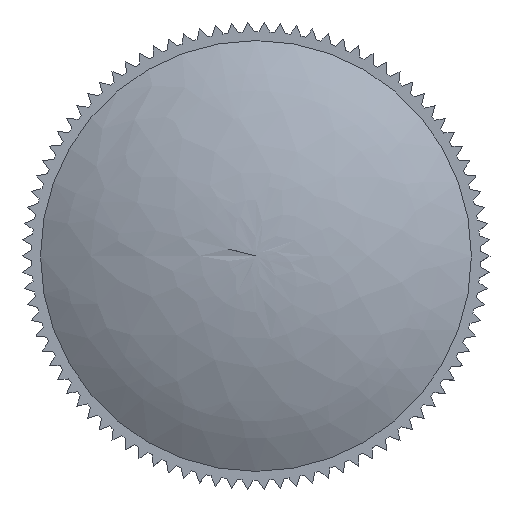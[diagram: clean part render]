
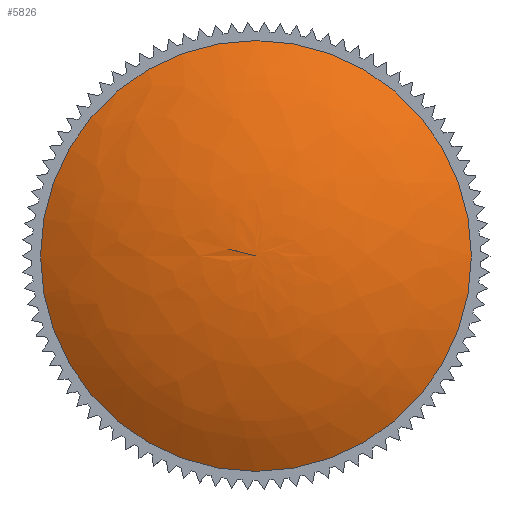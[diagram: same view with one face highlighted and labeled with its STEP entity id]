
A CAD part, top view. The second image highlights one B-rep face of the part: STEP entity #5826.
In plain terms, the highlighted free-form (B-spline) face has degree [2, 2] with [3, 9] control points.
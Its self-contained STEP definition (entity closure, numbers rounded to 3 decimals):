
#20=(
BOUNDED_SURFACE()
B_SPLINE_SURFACE(2,2,((#7974,#7975,#7976,#7977,#7978,#7979,#7980,#7981,
#7982),(#7983,#7984,#7985,#7986,#7987,#7988,#7989,#7990,#7991),(#7992,#7993,
#7994,#7995,#7996,#7997,#7998,#7999,#8000)),.UNSPECIFIED.,.F.,.T.,.F.)
B_SPLINE_SURFACE_WITH_KNOTS((3,3),(3,2,2,2,3),(1.021,1.577),
(-3.142,-1.571,0.,1.571,3.142),
 .UNSPECIFIED.)
GEOMETRIC_REPRESENTATION_ITEM()
RATIONAL_B_SPLINE_SURFACE(((1.,0.707,1.,0.707,1.,
0.707,1.,0.707,1.),(0.962,0.68,
0.962,0.68,0.962,0.68,
0.962,0.68,0.962),(1.,0.707,
1.,0.707,1.,0.707,1.,0.707,1.)))
REPRESENTATION_ITEM('')
SURFACE()
);
#29=CIRCLE('',#6143,22.702);
#30=CIRCLE('',#6144,12.);
#52=FACE_OUTER_BOUND('',#347,.T.);
#347=EDGE_LOOP('',(#3859,#3860,#3861));
#2366=VERTEX_POINT('',#8001);
#2367=VERTEX_POINT('',#8002);
#2957=EDGE_CURVE('',#2366,#2367,#29,.T.);
#2958=EDGE_CURVE('',#2367,#2367,#30,.T.);
#3859=ORIENTED_EDGE('',*,*,#2957,.T.);
#3860=ORIENTED_EDGE('',*,*,#2958,.T.);
#3861=ORIENTED_EDGE('',*,*,#2957,.F.);
#5826=ADVANCED_FACE('',(#52),#20,.F.);
#6143=AXIS2_PLACEMENT_3D('',#8003,#6504,#6505);
#6144=AXIS2_PLACEMENT_3D('',#8004,#6506,#6507);
#6504=DIRECTION('center_axis',(0.,-1.,0.));
#6505=DIRECTION('ref_axis',(-1.,0.,0.));
#6506=DIRECTION('center_axis',(0.,0.,1.));
#6507=DIRECTION('ref_axis',(1.,0.,0.));
#7974=CARTESIAN_POINT('Ctrl Pts',(-12.,0.,15.653));
#7975=CARTESIAN_POINT('Ctrl Pts',(-12.,-12.,15.653));
#7976=CARTESIAN_POINT('Ctrl Pts',(0.,-12.,
15.653));
#7977=CARTESIAN_POINT('Ctrl Pts',(12.,-12.,15.653));
#7978=CARTESIAN_POINT('Ctrl Pts',(12.,0.,15.653));
#7979=CARTESIAN_POINT('Ctrl Pts',(12.,12.,15.653));
#7980=CARTESIAN_POINT('Ctrl Pts',(0.,12.,
15.653));
#7981=CARTESIAN_POINT('Ctrl Pts',(-12.,12.,15.653));
#7982=CARTESIAN_POINT('Ctrl Pts',(-12.,0.,15.653));
#7983=CARTESIAN_POINT('Ctrl Pts',(-6.477,0.,19.039));
#7984=CARTESIAN_POINT('Ctrl Pts',(-6.477,-6.477,19.039));
#7985=CARTESIAN_POINT('Ctrl Pts',(0.,-6.477,
19.039));
#7986=CARTESIAN_POINT('Ctrl Pts',(6.477,-6.477,19.039));
#7987=CARTESIAN_POINT('Ctrl Pts',(6.477,0.,19.039));
#7988=CARTESIAN_POINT('Ctrl Pts',(6.477,6.477,19.039));
#7989=CARTESIAN_POINT('Ctrl Pts',(0.,6.477,
19.039));
#7990=CARTESIAN_POINT('Ctrl Pts',(-6.477,6.477,19.039));
#7991=CARTESIAN_POINT('Ctrl Pts',(-6.477,0.,19.039));
#7992=CARTESIAN_POINT('Ctrl Pts',(0.,0.,19.));
#7993=CARTESIAN_POINT('Ctrl Pts',(0.,0.,
19.));
#7994=CARTESIAN_POINT('Ctrl Pts',(0.,0.,
19.));
#7995=CARTESIAN_POINT('Ctrl Pts',(0.,0.,
19.));
#7996=CARTESIAN_POINT('Ctrl Pts',(0.,0.,19.));
#7997=CARTESIAN_POINT('Ctrl Pts',(0.,0.,
19.));
#7998=CARTESIAN_POINT('Ctrl Pts',(0.,0.,
19.));
#7999=CARTESIAN_POINT('Ctrl Pts',(0.,0.,
19.));
#8000=CARTESIAN_POINT('Ctrl Pts',(0.,0.,19.));
#8001=CARTESIAN_POINT('',(0.,0.,19.));
#8002=CARTESIAN_POINT('',(-12.,0.,15.653));
#8003=CARTESIAN_POINT('Origin',(-0.135,0.,
-3.701));
#8004=CARTESIAN_POINT('Origin',(0.,0.,15.653));
